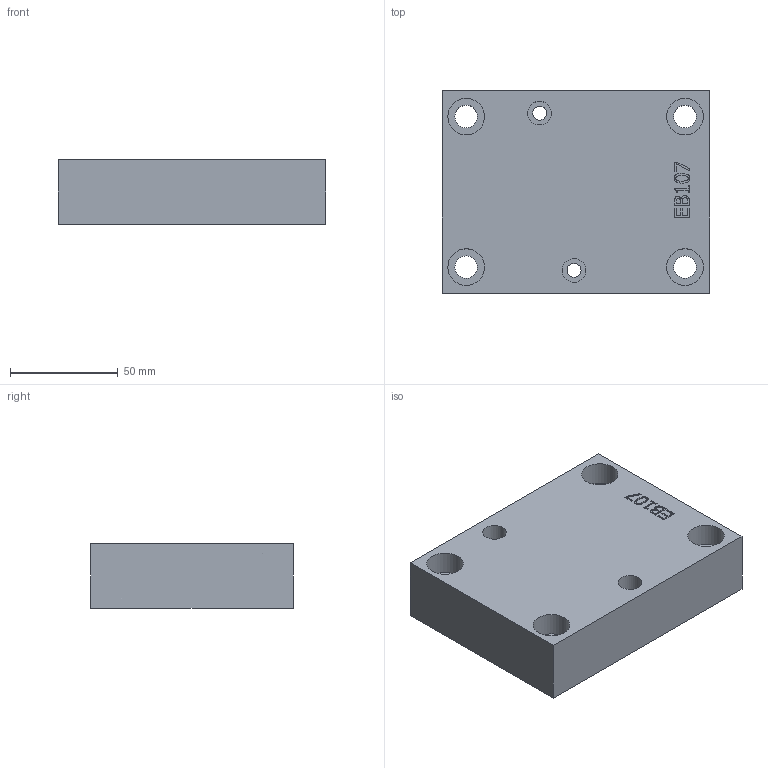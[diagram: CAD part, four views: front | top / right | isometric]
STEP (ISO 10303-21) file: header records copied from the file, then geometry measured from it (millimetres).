
FILE_DESCRIPTION(/* description */ (''),/* implementation_level */ '2;1');
FILE_NAME(/* name */ 'eb107.stp',/* time_stamp */ '2016-05-10T15:27:36+02:00',/* author */ ('Lemoine2'),/* organization */ (''),/* preprocessor_version */ 'ST-DEVELOPER v16.1',/* originating_system */ 'Autodesk Inventor 2016',/* authorisation */ '');
FILE_SCHEMA (('AUTOMOTIVE_DESIGN { 1 0 10303 214 3 1 1 }'));
Length unit declared in the file: millimetre
Products named in the file (1): eb107
Bounding box: 124 x 94 x 30 mm (x, y, z)
Volume: 315425.7 mm3; surface area: 45002.3 mm2
Topology: 1 solids, 1 shells, 122 faces, 300 edges, 200 vertices
Faces by surface type: plane 65, bspline 27, cylinder 24, cone 6
Full cylindrical faces by diameter (mm): 6 x2, 6.5 x2, 10.5 x4, 11 x2, 12 x2, 15 x4, 17 x4, 29.5 x4
Entity records: 3589 total; most frequent: CARTESIAN_POINT 920, ORIENTED_EDGE 516, DIRECTION 444, EDGE_CURVE 258, VERTEX_POINT 188, EDGE_LOOP 184, LINE 156, VECTOR 156
